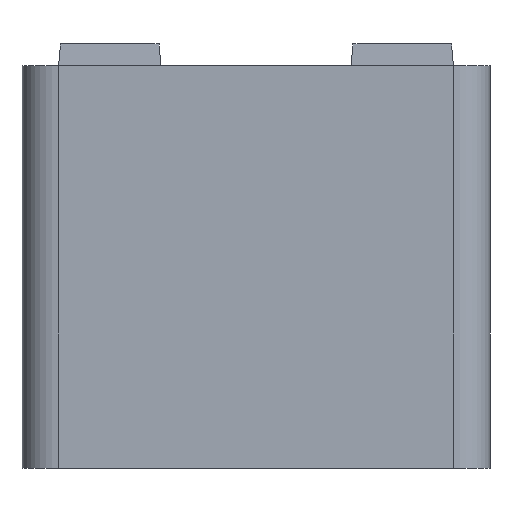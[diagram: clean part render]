
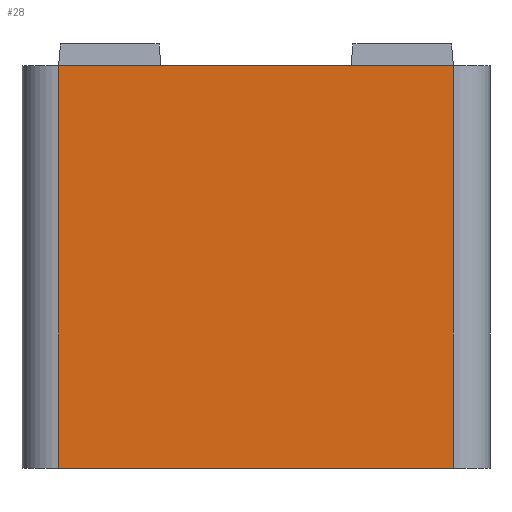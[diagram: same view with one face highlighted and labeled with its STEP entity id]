
A CAD part, left-side view. The second image highlights one B-rep face of the part: STEP entity #28.
In plain terms, the highlighted planar face has unit normal (-1, 0, 0).
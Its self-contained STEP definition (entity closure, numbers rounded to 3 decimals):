
#4 = DIRECTION ( 'NONE',  ( 0., 0., -1. ) ) ;
#12 = EDGE_CURVE ( 'NONE', #84, #266, #445, .T. ) ;
#24 = EDGE_CURVE ( 'NONE', #223, #266, #727, .T. ) ;
#28 = ADVANCED_FACE ( 'NONE', ( #580 ), #865, .F. ) ;
#71 = CARTESIAN_POINT ( 'NONE',  ( -3.3, -2.7, 5.5 ) ) ;
#84 = VERTEX_POINT ( 'NONE', #543 ) ;
#104 = DIRECTION ( 'NONE',  ( 0., -1., 0. ) ) ;
#123 = EDGE_CURVE ( 'NONE', #690, #84, #317, .T. ) ;
#141 = EDGE_CURVE ( 'NONE', #690, #223, #459, .T. ) ;
#143 = DIRECTION ( 'NONE',  ( 0., -1., 0. ) ) ;
#223 = VERTEX_POINT ( 'NONE', #417 ) ;
#227 = CARTESIAN_POINT ( 'NONE',  ( -3.3, -2.7, 0. ) ) ;
#236 = DIRECTION ( 'NONE',  ( 1., 0., 0. ) ) ;
#261 = VECTOR ( 'NONE', #4, 1000. ) ;
#266 = VERTEX_POINT ( 'NONE', #227 ) ;
#299 = EDGE_LOOP ( 'NONE', ( #771, #341, #403, #624 ) ) ;
#311 = CARTESIAN_POINT ( 'NONE',  ( -3.3, 2.7, 5.5 ) ) ;
#317 = LINE ( 'NONE', #536, #707 ) ;
#341 = ORIENTED_EDGE ( 'NONE', *, *, #24, .F. ) ;
#354 = CARTESIAN_POINT ( 'NONE',  ( -3.3, 2.7, 5.5 ) ) ;
#403 = ORIENTED_EDGE ( 'NONE', *, *, #141, .F. ) ;
#417 = CARTESIAN_POINT ( 'NONE',  ( -3.3, -2.7, 5.5 ) ) ;
#445 = LINE ( 'NONE', #501, #765 ) ;
#459 = LINE ( 'NONE', #759, #874 ) ;
#501 = CARTESIAN_POINT ( 'NONE',  ( -3.3, 2.7, 0. ) ) ;
#536 = CARTESIAN_POINT ( 'NONE',  ( -3.3, 2.7, 5.5 ) ) ;
#543 = CARTESIAN_POINT ( 'NONE',  ( -3.3, 2.7, 0. ) ) ;
#580 = FACE_OUTER_BOUND ( 'NONE', #299, .T. ) ;
#596 = AXIS2_PLACEMENT_3D ( 'NONE', #311, #236, #807 ) ;
#624 = ORIENTED_EDGE ( 'NONE', *, *, #123, .T. ) ;
#690 = VERTEX_POINT ( 'NONE', #354 ) ;
#707 = VECTOR ( 'NONE', #749, 1000. ) ;
#727 = LINE ( 'NONE', #71, #261 ) ;
#749 = DIRECTION ( 'NONE',  ( 0., 0., -1. ) ) ;
#759 = CARTESIAN_POINT ( 'NONE',  ( -3.3, 2.7, 5.5 ) ) ;
#765 = VECTOR ( 'NONE', #143, 1000. ) ;
#771 = ORIENTED_EDGE ( 'NONE', *, *, #12, .T. ) ;
#807 = DIRECTION ( 'NONE',  ( 0., 1., 0. ) ) ;
#865 = PLANE ( 'NONE',  #596 ) ;
#874 = VECTOR ( 'NONE', #104, 1000. ) ;
